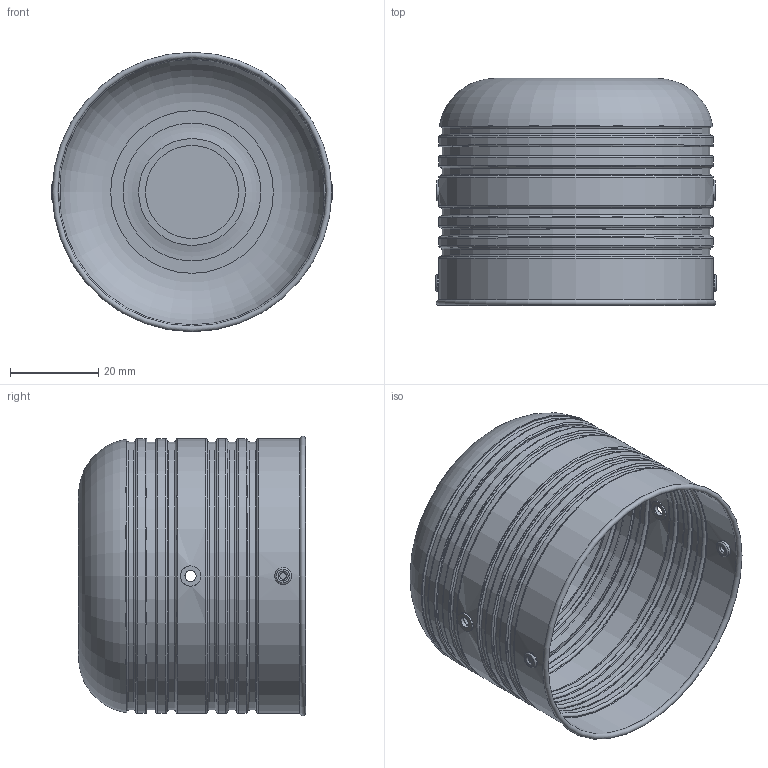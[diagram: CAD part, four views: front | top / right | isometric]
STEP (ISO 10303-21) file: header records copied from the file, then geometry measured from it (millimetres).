
FILE_DESCRIPTION( ( '' ), ' ' );
FILE_NAME( '581785525aa2f4106138e1b4.step', '2016-10-31T17:54:26', ( '' ), ( '' ), ' ', ' ', ' ' );
FILE_SCHEMA( ( 'AUTOMOTIVE_DESIGN { 1 0 10303 214 1 1 1 1 }' ) );
Length unit declared in the file: metre
Products named in the file (1): head
Bounding box: 63.5 x 51.43 x 63.33 mm (x, y, z)
Volume: 3526.3 mm3; surface area: 26158.1 mm2
Topology: 1 solids, 1 shells, 121 faces, 259 edges, 161 vertices
Faces by surface type: torus 59, cylinder 43, plane 19
Full cylindrical faces by diameter (mm): 1.524 x4, 2.54 x2, 3.81 x4, 4.572 x4, 21.082 x1, 60.198 x6, 60.706 x6, 61.722 x6, 62.23 x6
Entity records: 3942 total; most frequent: CARTESIAN_POINT 915, DIRECTION 464, EDGE_LOOP 244, ORIENTED_EDGE 244, AXIS2_PLACEMENT_3D 232, FACE_OUTER_BOUND 219, VERTEX_POINT 123, EDGE_CURVE 122
